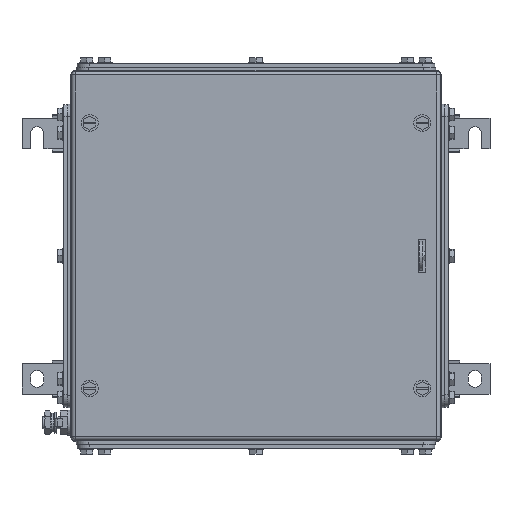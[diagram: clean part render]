
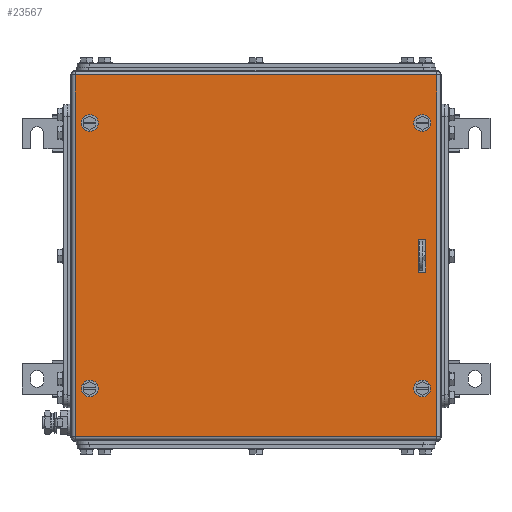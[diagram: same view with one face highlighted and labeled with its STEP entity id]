
A CAD part, top view. The second image highlights one B-rep face of the part: STEP entity #23567.
In plain terms, the highlighted planar face has unit normal (0, 0, 1).
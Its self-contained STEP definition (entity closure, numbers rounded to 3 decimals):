
#23407=AXIS2_PLACEMENT_3D('Circle Axis2P3D',#23405,#23406,$) ;
#23434=AXIS2_PLACEMENT_3D('Plane Axis2P3D',#23431,#23432,#23433) ;
#23472=AXIS2_PLACEMENT_3D('Circle Axis2P3D',#23470,#23471,$) ;
#23481=AXIS2_PLACEMENT_3D('Circle Axis2P3D',#23479,#23480,$) ;
#23490=AXIS2_PLACEMENT_3D('Circle Axis2P3D',#23488,#23489,$) ;
#23499=AXIS2_PLACEMENT_3D('Circle Axis2P3D',#23497,#23498,$) ;
#23508=AXIS2_PLACEMENT_3D('Circle Axis2P3D',#23506,#23507,$) ;
#23517=AXIS2_PLACEMENT_3D('Circle Axis2P3D',#23515,#23516,$) ;
#23526=AXIS2_PLACEMENT_3D('Circle Axis2P3D',#23524,#23525,$) ;
#23402=CARTESIAN_POINT('Vertex',(59.5,273.75,203.5)) ;
#23405=CARTESIAN_POINT('Axis2P3D Location',(56.,273.75,203.5)) ;
#23409=CARTESIAN_POINT('Vertex',(52.5,273.75,203.5)) ;
#23431=CARTESIAN_POINT('Axis2P3D Location',(193.5,164.,203.5)) ;
#23436=CARTESIAN_POINT('Line Origine',(193.5,313.5,203.5)) ;
#23440=CARTESIAN_POINT('Vertex',(343.,313.5,203.5)) ;
#23442=CARTESIAN_POINT('Vertex',(44.,313.5,203.5)) ;
#23445=CARTESIAN_POINT('Line Origine',(44.,164.,203.5)) ;
#23449=CARTESIAN_POINT('Vertex',(44.,14.5,203.5)) ;
#23452=CARTESIAN_POINT('Line Origine',(193.5,14.5,203.5)) ;
#23456=CARTESIAN_POINT('Vertex',(343.,14.5,203.5)) ;
#23459=CARTESIAN_POINT('Line Origine',(343.,164.,203.5)) ;
#23470=CARTESIAN_POINT('Axis2P3D Location',(56.,273.75,203.5)) ;
#23479=CARTESIAN_POINT('Axis2P3D Location',(56.,54.25,203.5)) ;
#23483=CARTESIAN_POINT('Vertex',(52.5,54.25,203.5)) ;
#23485=CARTESIAN_POINT('Vertex',(59.5,54.25,203.5)) ;
#23488=CARTESIAN_POINT('Axis2P3D Location',(56.,54.25,203.5)) ;
#23497=CARTESIAN_POINT('Axis2P3D Location',(331.,54.25,203.5)) ;
#23501=CARTESIAN_POINT('Vertex',(334.5,54.25,203.5)) ;
#23503=CARTESIAN_POINT('Vertex',(327.5,54.25,203.5)) ;
#23506=CARTESIAN_POINT('Axis2P3D Location',(331.,54.25,203.5)) ;
#23515=CARTESIAN_POINT('Axis2P3D Location',(331.,273.75,203.5)) ;
#23519=CARTESIAN_POINT('Vertex',(334.5,273.75,203.5)) ;
#23521=CARTESIAN_POINT('Vertex',(327.5,273.75,203.5)) ;
#23524=CARTESIAN_POINT('Axis2P3D Location',(331.,273.75,203.5)) ;
#23533=CARTESIAN_POINT('Line Origine',(330.75,150.5,203.5)) ;
#23537=CARTESIAN_POINT('Vertex',(334.,150.5,203.5)) ;
#23539=CARTESIAN_POINT('Vertex',(327.5,150.5,203.5)) ;
#23542=CARTESIAN_POINT('Line Origine',(327.5,164.,203.5)) ;
#23546=CARTESIAN_POINT('Vertex',(327.5,177.5,203.5)) ;
#23549=CARTESIAN_POINT('Line Origine',(330.75,177.5,203.5)) ;
#23553=CARTESIAN_POINT('Vertex',(334.,177.5,203.5)) ;
#23556=CARTESIAN_POINT('Line Origine',(334.,164.,203.5)) ;
#23406=DIRECTION('Axis2P3D Direction',(0.,0.,1.)) ;
#23432=DIRECTION('Axis2P3D Direction',(0.,0.,1.)) ;
#23433=DIRECTION('Axis2P3D XDirection',(1.,0.,0.)) ;
#23437=DIRECTION('Vector Direction',(1.,0.,0.)) ;
#23446=DIRECTION('Vector Direction',(0.,-1.,0.)) ;
#23453=DIRECTION('Vector Direction',(1.,0.,0.)) ;
#23460=DIRECTION('Vector Direction',(0.,1.,0.)) ;
#23471=DIRECTION('Axis2P3D Direction',(0.,0.,1.)) ;
#23480=DIRECTION('Axis2P3D Direction',(0.,0.,1.)) ;
#23489=DIRECTION('Axis2P3D Direction',(0.,0.,1.)) ;
#23498=DIRECTION('Axis2P3D Direction',(0.,0.,1.)) ;
#23507=DIRECTION('Axis2P3D Direction',(0.,0.,1.)) ;
#23516=DIRECTION('Axis2P3D Direction',(0.,0.,1.)) ;
#23525=DIRECTION('Axis2P3D Direction',(0.,0.,1.)) ;
#23534=DIRECTION('Vector Direction',(-1.,0.,0.)) ;
#23543=DIRECTION('Vector Direction',(0.,1.,0.)) ;
#23550=DIRECTION('Vector Direction',(1.,0.,0.)) ;
#23557=DIRECTION('Vector Direction',(0.,-1.,0.)) ;
#23438=VECTOR('Line Direction',#23437,1.) ;
#23447=VECTOR('Line Direction',#23446,1.) ;
#23454=VECTOR('Line Direction',#23453,1.) ;
#23461=VECTOR('Line Direction',#23460,1.) ;
#23535=VECTOR('Line Direction',#23534,1.) ;
#23544=VECTOR('Line Direction',#23543,1.) ;
#23551=VECTOR('Line Direction',#23550,1.) ;
#23558=VECTOR('Line Direction',#23557,1.) ;
#23465=ORIENTED_EDGE('',*,*,#23444,.T.) ;
#23466=ORIENTED_EDGE('',*,*,#23451,.T.) ;
#23467=ORIENTED_EDGE('',*,*,#23458,.T.) ;
#23468=ORIENTED_EDGE('',*,*,#23463,.T.) ;
#23476=ORIENTED_EDGE('',*,*,#23474,.F.) ;
#23477=ORIENTED_EDGE('',*,*,#23411,.F.) ;
#23494=ORIENTED_EDGE('',*,*,#23487,.F.) ;
#23495=ORIENTED_EDGE('',*,*,#23492,.F.) ;
#23512=ORIENTED_EDGE('',*,*,#23505,.F.) ;
#23513=ORIENTED_EDGE('',*,*,#23510,.F.) ;
#23530=ORIENTED_EDGE('',*,*,#23523,.F.) ;
#23531=ORIENTED_EDGE('',*,*,#23528,.F.) ;
#23562=ORIENTED_EDGE('',*,*,#23541,.T.) ;
#23563=ORIENTED_EDGE('',*,*,#23548,.T.) ;
#23564=ORIENTED_EDGE('',*,*,#23555,.T.) ;
#23565=ORIENTED_EDGE('',*,*,#23560,.T.) ;
#23478=FACE_BOUND('',#23475,.T.) ;
#23496=FACE_BOUND('',#23493,.T.) ;
#23514=FACE_BOUND('',#23511,.T.) ;
#23532=FACE_BOUND('',#23529,.T.) ;
#23566=FACE_BOUND('',#23561,.T.) ;
#23567=ADVANCED_FACE('ZUB_KTB_MH_303020_4GP_AllCATPart.2\\ZUB_DE_KTB_MH_306x306.1\\DE_KTB_MH_PART_MASTER.1\\Koerper.2',(#23469,#23478,#23496,#23514,#23532,#23566),#23435,.T.) ;
#23408=CIRCLE('generated circle',#23407,3.5) ;
#23473=CIRCLE('generated circle',#23472,3.5) ;
#23482=CIRCLE('generated circle',#23481,3.5) ;
#23491=CIRCLE('generated circle',#23490,3.5) ;
#23500=CIRCLE('generated circle',#23499,3.5) ;
#23509=CIRCLE('generated circle',#23508,3.5) ;
#23518=CIRCLE('generated circle',#23517,3.5) ;
#23527=CIRCLE('generated circle',#23526,3.5) ;
#23411=EDGE_CURVE('',#23403,#23410,#23408,.T.) ;
#23444=EDGE_CURVE('',#23441,#23443,#23439,.F.) ;
#23451=EDGE_CURVE('',#23443,#23450,#23448,.T.) ;
#23458=EDGE_CURVE('',#23450,#23457,#23455,.T.) ;
#23463=EDGE_CURVE('',#23457,#23441,#23462,.T.) ;
#23474=EDGE_CURVE('',#23410,#23403,#23473,.T.) ;
#23487=EDGE_CURVE('',#23484,#23486,#23482,.T.) ;
#23492=EDGE_CURVE('',#23486,#23484,#23491,.T.) ;
#23505=EDGE_CURVE('',#23502,#23504,#23500,.T.) ;
#23510=EDGE_CURVE('',#23504,#23502,#23509,.T.) ;
#23523=EDGE_CURVE('',#23520,#23522,#23518,.T.) ;
#23528=EDGE_CURVE('',#23522,#23520,#23527,.T.) ;
#23541=EDGE_CURVE('',#23538,#23540,#23536,.T.) ;
#23548=EDGE_CURVE('',#23540,#23547,#23545,.T.) ;
#23555=EDGE_CURVE('',#23547,#23554,#23552,.T.) ;
#23560=EDGE_CURVE('',#23554,#23538,#23559,.T.) ;
#23464=EDGE_LOOP('',(#23465,#23466,#23467,#23468)) ;
#23475=EDGE_LOOP('',(#23476,#23477)) ;
#23493=EDGE_LOOP('',(#23494,#23495)) ;
#23511=EDGE_LOOP('',(#23512,#23513)) ;
#23529=EDGE_LOOP('',(#23530,#23531)) ;
#23561=EDGE_LOOP('',(#23562,#23563,#23564,#23565)) ;
#23469=FACE_OUTER_BOUND('',#23464,.T.) ;
#23439=LINE('Line',#23436,#23438) ;
#23448=LINE('Line',#23445,#23447) ;
#23455=LINE('Line',#23452,#23454) ;
#23462=LINE('Line',#23459,#23461) ;
#23536=LINE('Line',#23533,#23535) ;
#23545=LINE('Line',#23542,#23544) ;
#23552=LINE('Line',#23549,#23551) ;
#23559=LINE('Line',#23556,#23558) ;
#23435=PLANE('',#23434) ;
#23403=VERTEX_POINT('',#23402) ;
#23410=VERTEX_POINT('',#23409) ;
#23441=VERTEX_POINT('',#23440) ;
#23443=VERTEX_POINT('',#23442) ;
#23450=VERTEX_POINT('',#23449) ;
#23457=VERTEX_POINT('',#23456) ;
#23484=VERTEX_POINT('',#23483) ;
#23486=VERTEX_POINT('',#23485) ;
#23502=VERTEX_POINT('',#23501) ;
#23504=VERTEX_POINT('',#23503) ;
#23520=VERTEX_POINT('',#23519) ;
#23522=VERTEX_POINT('',#23521) ;
#23538=VERTEX_POINT('',#23537) ;
#23540=VERTEX_POINT('',#23539) ;
#23547=VERTEX_POINT('',#23546) ;
#23554=VERTEX_POINT('',#23553) ;
